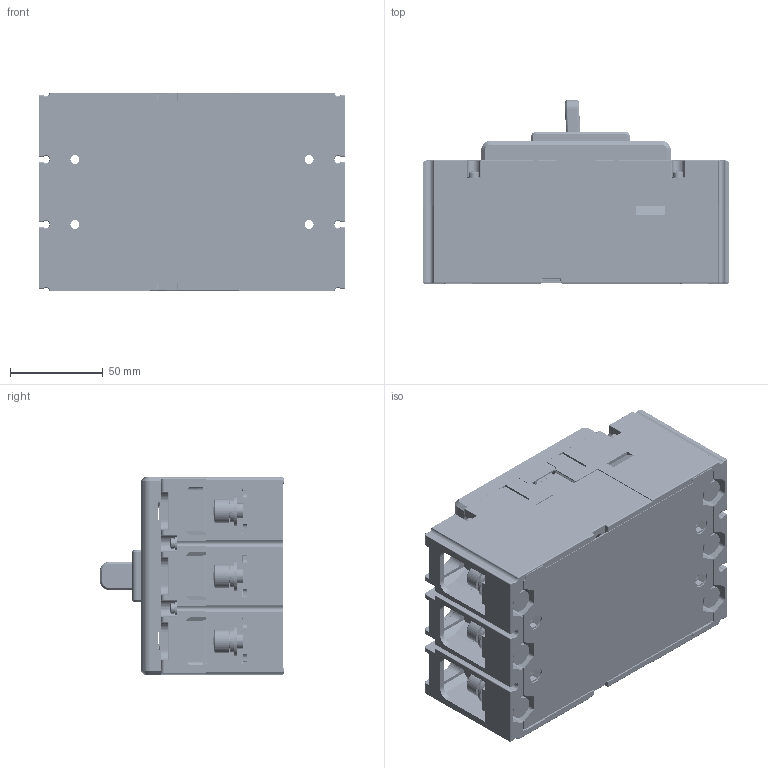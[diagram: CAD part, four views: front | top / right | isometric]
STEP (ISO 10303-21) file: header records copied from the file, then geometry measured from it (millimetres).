
FILE_DESCRIPTION((''),'2;1');
FILE_NAME('CDM3V-160S3P_ASM','2021-06-10T',('yan.shen'),(''),'PRO/ENGINEER BY PARAMETRIC TECHNOLOGY CORPORATION, 2015440','PRO/ENGINEER BY PARAMETRIC TECHNOLOGY CORPORATION, 2015440','');
FILE_SCHEMA(('CONFIG_CONTROL_DESIGN'));
Products named in the file (37): JZ-5024044300; GB_T809-M3X12; 5024044300_ASM; 8940007200; 8551033400; 8550073500; 5551070200_ASM; 7010100305R01_GB_T823_M3X10; 7090300201_GB_T93_3; GB_T97_4_3; 5850007700_ASM; 8585063900; 160S3P_ASM; 8750030100; 8751002200; 8253076600; 5253029200_ASM; ZG-5315050000; GB_T809-M3X8; 5315050000_ASM; 8282018100_AF0; 8253077300; 5315051200_ASM; 8315095900; 5315051400_ASM; 7030100225_GB_T9074_4-M3X30; GB_T70_1-M8X20; 7090200704_GB_T97_1_8; 7090370701K_GB_T93_8; 5850004100_AF0_ASM; 5850004100_AF1_ASM; 5850004100_AF2_ASM; 5850004100_AF3_ASM; 5850004100_AF4_ASM; 5850004100_AF5_ASM; 8742102700; CDM3V-160S3P_ASM
Assembly tree (97 placements, depth 5):
  CDM3V-160S3P_ASM
    160S3P_ASM
      5024044300_ASM
        JZ-5024044300
        GB_T809-M3X12  x9
      8940007200  x6
      5551070200_ASM  x3
        8551033400
        8550073500
      5850007700_ASM  x12
        7010100305R01_GB_T823_M3X10
        7090300201_GB_T93_3
        GB_T97_4_3
      8585063900  x3
    8750030100  x3
    8751002200  x3
    5253029200_ASM
      8253076600
    5315051400_ASM
      5315051200_ASM
        5315050000_ASM
          ZG-5315050000
          GB_T809-M3X8  x4
        8282018100_AF0
        8253077300
      8315095900
      5850007700_ASM  x4
        7010100305R01_GB_T823_M3X10
        7090300201_GB_T93_3
        GB_T97_4_3
    7030100225_GB_T9074_4-M3X30  x8
    5850004100_AF0_ASM
      GB_T70_1-M8X20
      7090200704_GB_T97_1_8
      7090370701K_GB_T93_8
    5850004100_AF1_ASM
      GB_T70_1-M8X20
      7090200704_GB_T97_1_8
      7090370701K_GB_T93_8
    5850004100_AF2_ASM
      GB_T70_1-M8X20
      7090200704_GB_T97_1_8
      7090370701K_GB_T93_8
    5850004100_AF3_ASM
      GB_T70_1-M8X20
      7090200704_GB_T97_1_8
      7090370701K_GB_T93_8
    5850004100_AF4_ASM
      GB_T70_1-M8X20
      7090200704_GB_T97_1_8
      7090370701K_GB_T93_8
    5850004100_AF5_ASM
      GB_T70_1-M8X20
      7090200704_GB_T97_1_8
      7090370701K_GB_T93_8
    8742102700
Bounding box: 165 x 99.35 x 107 mm (x, y, z)
Volume: 478916 mm3; surface area: 342047.4 mm2
Topology: 115 solids, 170 shells, 8134 faces, 20708 edges, 13082 vertices
Faces by surface type: plane 4073, cylinder 2725, torus 540, cone 282, sphere 235, extrusion 150, bspline 129
Entity records: 210803 total; most frequent: CARTESIAN_POINT 56577, ORIENTED_EDGE 32212, DIRECTION 31941, EDGE_CURVE 16124, VECTOR 10703, AXIS2_PLACEMENT_3D 10619, LINE 10553, VERTEX_POINT 10181
